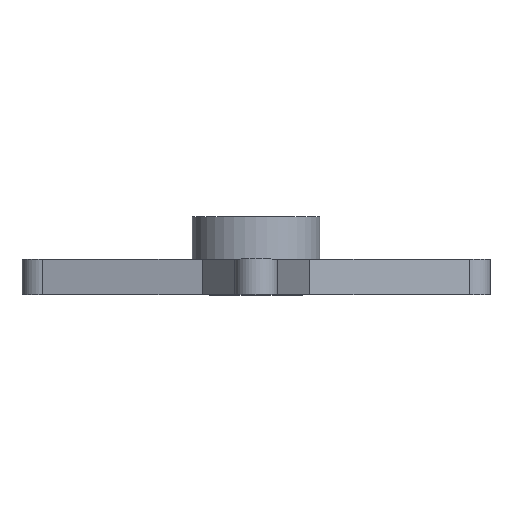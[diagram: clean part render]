
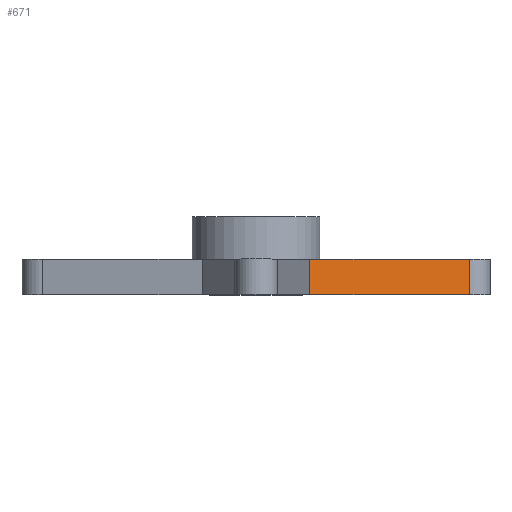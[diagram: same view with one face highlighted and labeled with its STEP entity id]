
A CAD part, top view. The second image highlights one B-rep face of the part: STEP entity #671.
In plain terms, the highlighted planar face has unit normal (0.2, 0, 0.98).
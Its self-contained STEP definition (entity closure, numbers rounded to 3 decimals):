
#52=PLANE('',#762);
#82=FACE_OUTER_BOUND('',#116,.T.);
#116=EDGE_LOOP('',(#530,#531,#532,#533));
#184=LINE('',#1106,#230);
#185=LINE('',#1109,#231);
#186=LINE('',#1111,#232);
#187=LINE('',#1112,#233);
#230=VECTOR('',#922,10.);
#231=VECTOR('',#925,10.);
#232=VECTOR('',#926,10.);
#233=VECTOR('',#927,10.);
#338=VERTEX_POINT('',#1102);
#339=VERTEX_POINT('',#1104);
#340=VERTEX_POINT('',#1108);
#341=VERTEX_POINT('',#1110);
#418=EDGE_CURVE('',#338,#339,#184,.T.);
#419=EDGE_CURVE('',#340,#338,#185,.T.);
#420=EDGE_CURVE('',#341,#339,#186,.T.);
#421=EDGE_CURVE('',#340,#341,#187,.T.);
#530=ORIENTED_EDGE('',*,*,#419,.T.);
#531=ORIENTED_EDGE('',*,*,#418,.T.);
#532=ORIENTED_EDGE('',*,*,#420,.F.);
#533=ORIENTED_EDGE('',*,*,#421,.F.);
#671=ADVANCED_FACE('',(#82),#52,.T.);
#762=AXIS2_PLACEMENT_3D('',#1107,#923,#924);
#922=DIRECTION('',(0.,1.,0.));
#923=DIRECTION('center_axis',(0.2,0.,0.98));
#924=DIRECTION('ref_axis',(0.98,0.,-0.2));
#925=DIRECTION('',(0.98,0.,-0.2));
#926=DIRECTION('',(0.98,0.,-0.2));
#927=DIRECTION('',(0.,1.,0.));
#1102=CARTESIAN_POINT('',(15.042,0.,1.499));
#1104=CARTESIAN_POINT('',(15.042,2.5,1.499));
#1106=CARTESIAN_POINT('',(15.042,0.,1.499));
#1107=CARTESIAN_POINT('Origin',(3.799,0.,3.799));
#1108=CARTESIAN_POINT('',(3.799,0.,3.799));
#1109=CARTESIAN_POINT('',(1.277,0.,4.315));
#1110=CARTESIAN_POINT('',(3.799,2.5,3.799));
#1111=CARTESIAN_POINT('',(1.277,2.5,4.315));
#1112=CARTESIAN_POINT('',(3.799,0.,3.799));
